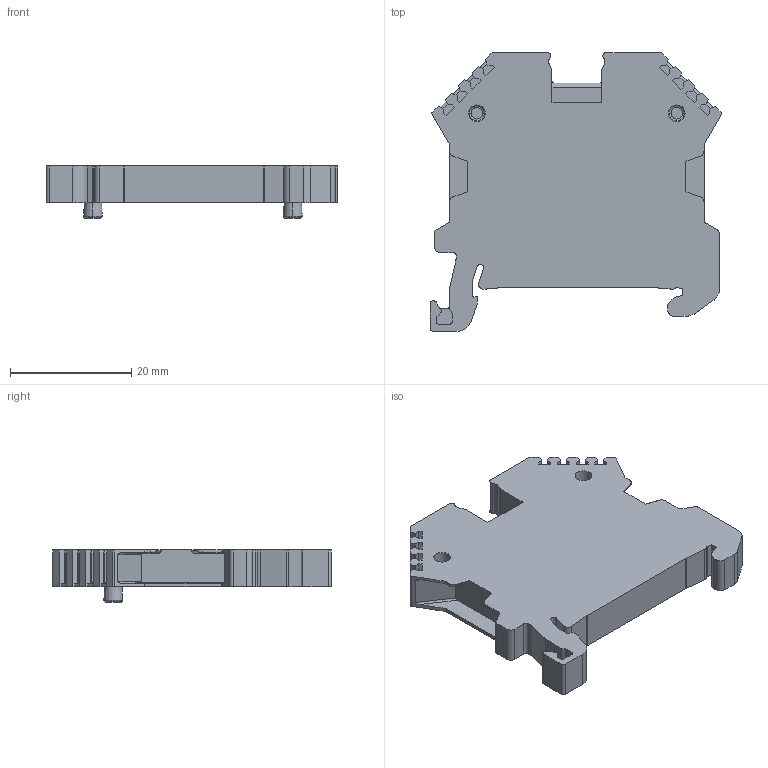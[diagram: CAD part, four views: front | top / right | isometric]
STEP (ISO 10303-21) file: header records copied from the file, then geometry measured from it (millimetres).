
FILE_DESCRIPTION(('FreeCAD Model'),'2;1');
FILE_NAME('17106_SRK_4_2A_Z.stp','2018-09-09T20:40:05',('Author'),(''), 'Open CASCADE STEP processor 7.2','FreeCAD','Unknown');
FILE_SCHEMA(('AUTOMOTIVE_DESIGN { 1 0 10303 214 1 1 1 1 }'));
Length unit declared in the file: millimetre
Products named in the file (1): 17106_SRK_4_2A_Z
Bounding box: 48.12 x 46 x 8.6 mm (x, y, z)
Volume: 9205 mm3; surface area: 5263.3 mm2
Topology: 1 solids, 1 shells, 299 faces, 843 edges, 554 vertices
Faces by surface type: plane 192, cylinder 83, cone 12, torus 12
Entity records: 22065 total; most frequent: CARTESIAN_POINT 5159, DIRECTION 3168, LINE 2126, VECTOR 2126, ORIENTED_EDGE 1686, PCURVE 1686, DEFINITIONAL_REPRESENTATION 1686, EDGE_CURVE 843
